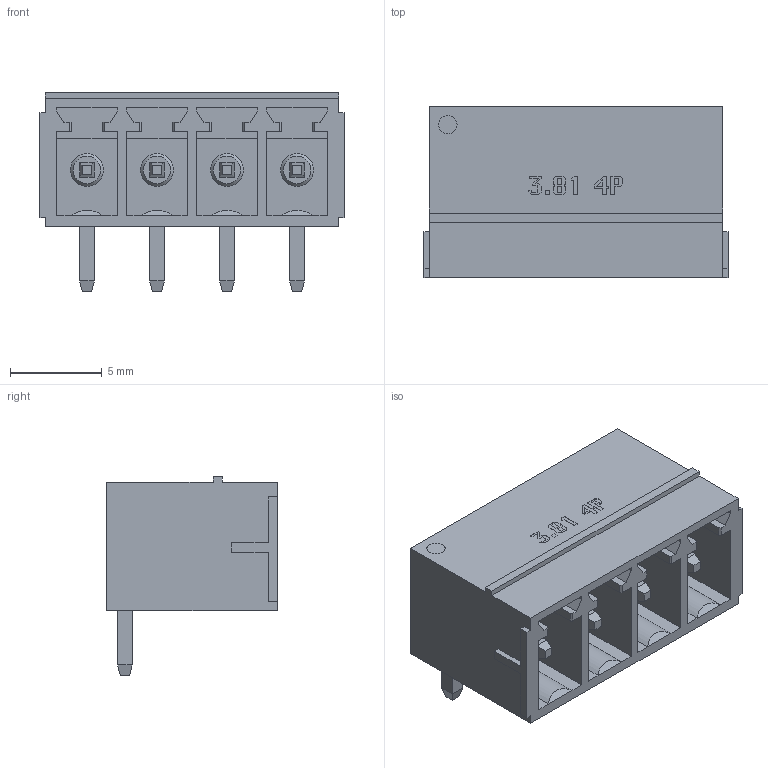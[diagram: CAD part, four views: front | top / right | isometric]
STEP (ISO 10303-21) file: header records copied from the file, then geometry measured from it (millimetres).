
FILE_DESCRIPTION(/* description */ ('model of Conn_Universal-3.81-4P-SIDE'),/* implementation_level */ '2;1');
FILE_NAME(/* name */ 'Conn_Universal-3.81-4P-SIDE.stp',/* time_stamp */ '2015-12-05T23:10:01',/* author */ ('Joan The Spark',''),/* organization */ (''),/* preprocessor_version */ '',/* originating_system */ '',/* authorisation */ '');
FILE_SCHEMA (('AUTOMOTIVE_DESIGN { 1 0 10303 214 3 1 1 }'));
Length unit declared in the file: millimetre
Products named in the file (1): Conn_Universal-3.81-xP-SIDE
Bounding box: 16.54 x 9.3 x 10.8 mm (x, y, z)
Volume: 519 mm3; surface area: 1553.8 mm2
Topology: 1 solids, 1 shells, 342 faces, 895 edges, 582 vertices
Faces by surface type: plane 325, cylinder 13, cone 4
Full cylindrical faces by diameter (mm): 1 x1, 1.8 x4
Entity records: 10508 total; most frequent: CARTESIAN_POINT 1811, ORIENTED_EDGE 1772, DIRECTION 1602, EDGE_CURVE 886, LINE 856, VECTOR 856, VERTEX_POINT 582, EDGE_LOOP 378
